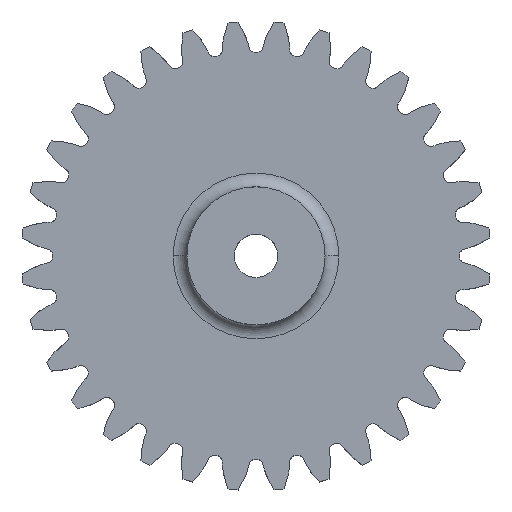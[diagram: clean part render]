
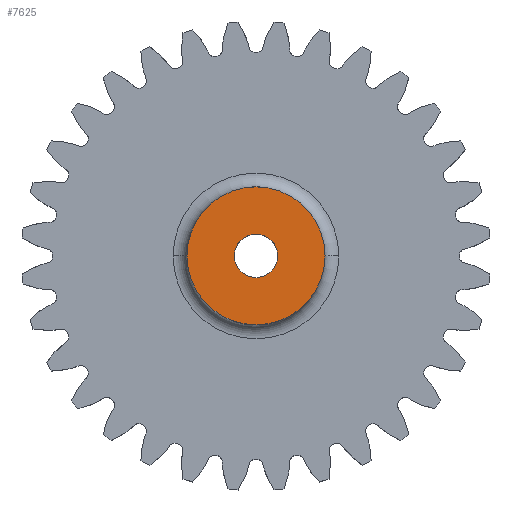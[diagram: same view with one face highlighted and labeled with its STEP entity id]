
A CAD part, top view. The second image highlights one B-rep face of the part: STEP entity #7625.
In plain terms, the highlighted planar face has unit normal (0, 0, 1).
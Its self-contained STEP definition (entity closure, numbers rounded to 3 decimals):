
#273 = VERTEX_POINT ( 'NONE', #9587 ) ;
#502 = AXIS2_PLACEMENT_3D ( 'NONE', #4420, #7384, #4466 ) ;
#542 = AXIS2_PLACEMENT_3D ( 'NONE', #1155, #1939, #4908 ) ;
#914 = ORIENTED_EDGE ( 'NONE', *, *, #8827, .F. ) ;
#1013 = ORIENTED_EDGE ( 'NONE', *, *, #5704, .T. ) ;
#1155 = CARTESIAN_POINT ( 'NONE',  ( 0., 0., 8. ) ) ;
#1260 = CARTESIAN_POINT ( 'NONE',  ( 0., 0., 8. ) ) ;
#1404 = AXIS2_PLACEMENT_3D ( 'NONE', #1260, #1408, #6418 ) ;
#1408 = DIRECTION ( 'NONE',  ( 0., 0., 1. ) ) ;
#1863 = CIRCLE ( 'NONE', #1404, 5. ) ;
#1939 = DIRECTION ( 'NONE',  ( 0., 0., 1. ) ) ;
#1976 = DIRECTION ( 'NONE',  ( 1., 0., 0. ) ) ;
#2025 = CARTESIAN_POINT ( 'NONE',  ( 0., 0., 8. ) ) ;
#2083 = DIRECTION ( 'NONE',  ( 0., 0., 1. ) ) ;
#2687 = CIRCLE ( 'NONE', #502, 1.575 ) ;
#3480 = EDGE_CURVE ( 'NONE', #7118, #6103, #2687, .T. ) ;
#3503 = DIRECTION ( 'NONE',  ( 1., 0., 0. ) ) ;
#3611 = VERTEX_POINT ( 'NONE', #7857 ) ;
#4347 = AXIS2_PLACEMENT_3D ( 'NONE', #8743, #2083, #3503 ) ;
#4420 = CARTESIAN_POINT ( 'NONE',  ( 0., 0., 8. ) ) ;
#4466 = DIRECTION ( 'NONE',  ( 1., 0., 0. ) ) ;
#4554 = EDGE_CURVE ( 'NONE', #273, #3611, #8526, .T. ) ;
#4908 = DIRECTION ( 'NONE',  ( 1., 0., 0. ) ) ;
#5085 = CARTESIAN_POINT ( 'NONE',  ( 1.575, 0., 8. ) ) ;
#5203 = CIRCLE ( 'NONE', #6115, 1.575 ) ;
#5536 = ORIENTED_EDGE ( 'NONE', *, *, #4554, .T. ) ;
#5704 = EDGE_CURVE ( 'NONE', #3611, #273, #1863, .T. ) ;
#6103 = VERTEX_POINT ( 'NONE', #5085 ) ;
#6115 = AXIS2_PLACEMENT_3D ( 'NONE', #2025, #8009, #1976 ) ;
#6418 = DIRECTION ( 'NONE',  ( 1., 0., 0. ) ) ;
#7118 = VERTEX_POINT ( 'NONE', #8607 ) ;
#7195 = FACE_BOUND ( 'NONE', #9504, .T. ) ;
#7384 = DIRECTION ( 'NONE',  ( 0., 0., 1. ) ) ;
#7625 = ADVANCED_FACE ( 'NONE', ( #7195, #9338 ), #8600, .T. ) ;
#7857 = CARTESIAN_POINT ( 'NONE',  ( -5., 0., 8. ) ) ;
#8009 = DIRECTION ( 'NONE',  ( 0., 0., 1. ) ) ;
#8152 = ORIENTED_EDGE ( 'NONE', *, *, #3480, .F. ) ;
#8526 = CIRCLE ( 'NONE', #4347, 5. ) ;
#8600 = PLANE ( 'NONE',  #542 ) ;
#8607 = CARTESIAN_POINT ( 'NONE',  ( -1.575, 0., 8. ) ) ;
#8743 = CARTESIAN_POINT ( 'NONE',  ( 0., 0., 8. ) ) ;
#8827 = EDGE_CURVE ( 'NONE', #6103, #7118, #5203, .T. ) ;
#8840 = EDGE_LOOP ( 'NONE', ( #1013, #5536 ) ) ;
#9338 = FACE_OUTER_BOUND ( 'NONE', #8840, .T. ) ;
#9504 = EDGE_LOOP ( 'NONE', ( #914, #8152 ) ) ;
#9587 = CARTESIAN_POINT ( 'NONE',  ( 5., 0., 8. ) ) ;
